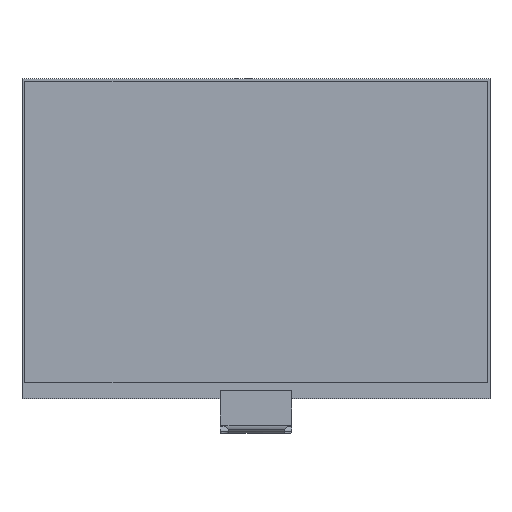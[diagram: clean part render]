
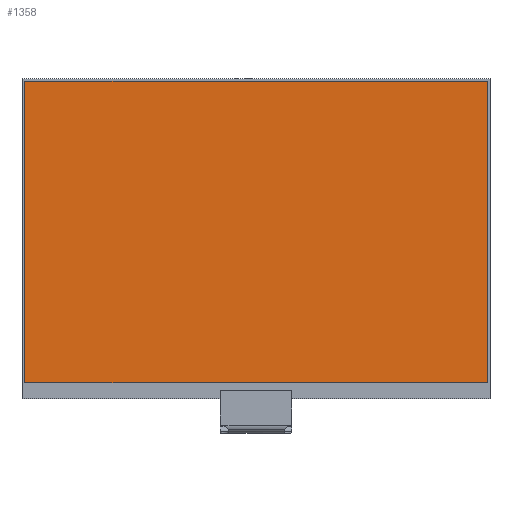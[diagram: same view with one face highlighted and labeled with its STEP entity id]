
A CAD part, top view. The second image highlights one B-rep face of the part: STEP entity #1358.
In plain terms, the highlighted planar face has unit normal (0, 0, 1).
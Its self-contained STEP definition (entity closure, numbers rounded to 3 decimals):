
#2 = FACE_OUTER_BOUND ( 'NONE', #755, .T. ) ;
#224 = CARTESIAN_POINT ( 'NONE',  ( 352.835, 1145.337, 0.23 ) ) ;
#322 = CARTESIAN_POINT ( 'NONE',  ( 352.835, 1145.337, 0.23 ) ) ;
#420 = DIRECTION ( 'NONE',  ( 0., 1., 0. ) ) ;
#626 = EDGE_CURVE ( 'NONE', #1286, #1782, #1474, .T. ) ;
#755 = EDGE_LOOP ( 'NONE', ( #2196, #1592, #1553, #1871 ) ) ;
#772 = DIRECTION ( 'NONE',  ( 1., 0., 0. ) ) ;
#796 = VERTEX_POINT ( 'NONE', #1569 ) ;
#875 = EDGE_CURVE ( 'NONE', #1782, #1373, #1098, .T. ) ;
#884 = CARTESIAN_POINT ( 'NONE',  ( 0., 0., 0.23 ) ) ;
#956 = LINE ( 'NONE', #1884, #2273 ) ;
#1098 = LINE ( 'NONE', #224, #1981 ) ;
#1120 = EDGE_CURVE ( 'NONE', #1373, #796, #1998, .T. ) ;
#1192 = DIRECTION ( 'NONE',  ( -1., 0., 0. ) ) ;
#1246 = EDGE_CURVE ( 'NONE', #796, #1286, #956, .T. ) ;
#1286 = VERTEX_POINT ( 'NONE', #1669 ) ;
#1358 = ADVANCED_FACE ( 'NONE', ( #2 ), #1910, .F. ) ;
#1373 = VERTEX_POINT ( 'NONE', #1395 ) ;
#1395 = CARTESIAN_POINT ( 'NONE',  ( 414.908, 1145.337, 0.23 ) ) ;
#1408 = DIRECTION ( 'NONE',  ( -1., 0., 0. ) ) ;
#1424 = DIRECTION ( 'NONE',  ( 0., -1., 0. ) ) ;
#1474 = LINE ( 'NONE', #1591, #2216 ) ;
#1553 = ORIENTED_EDGE ( 'NONE', *, *, #1120, .T. ) ;
#1565 = DIRECTION ( 'NONE',  ( 0., 0., -1. ) ) ;
#1569 = CARTESIAN_POINT ( 'NONE',  ( 414.908, 1185.785, 0.23 ) ) ;
#1591 = CARTESIAN_POINT ( 'NONE',  ( 352.835, 1145.337, 0.23 ) ) ;
#1592 = ORIENTED_EDGE ( 'NONE', *, *, #875, .T. ) ;
#1662 = CARTESIAN_POINT ( 'NONE',  ( 414.908, 1145.337, 0.23 ) ) ;
#1669 = CARTESIAN_POINT ( 'NONE',  ( 352.835, 1185.785, 0.23 ) ) ;
#1680 = VECTOR ( 'NONE', #420, 1000. ) ;
#1782 = VERTEX_POINT ( 'NONE', #322 ) ;
#1871 = ORIENTED_EDGE ( 'NONE', *, *, #1246, .T. ) ;
#1884 = CARTESIAN_POINT ( 'NONE',  ( 352.835, 1185.785, 0.23 ) ) ;
#1910 = PLANE ( 'NONE',  #2269 ) ;
#1981 = VECTOR ( 'NONE', #772, 1000. ) ;
#1998 = LINE ( 'NONE', #1662, #1680 ) ;
#2196 = ORIENTED_EDGE ( 'NONE', *, *, #626, .T. ) ;
#2216 = VECTOR ( 'NONE', #1424, 1000. ) ;
#2269 = AXIS2_PLACEMENT_3D ( 'NONE', #884, #1565, #1408 ) ;
#2273 = VECTOR ( 'NONE', #1192, 1000. ) ;
